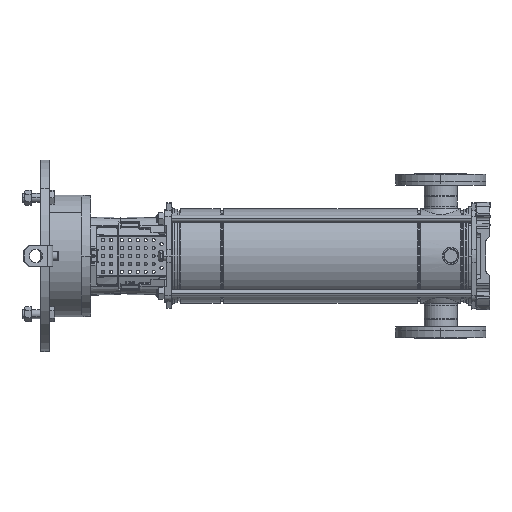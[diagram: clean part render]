
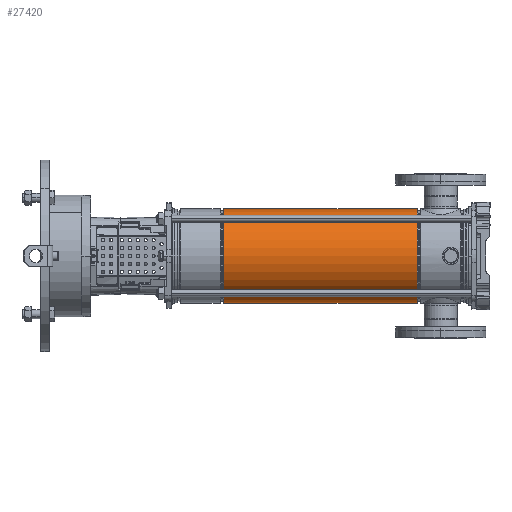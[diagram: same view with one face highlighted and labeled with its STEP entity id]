
A CAD part, left-side view. The second image highlights one B-rep face of the part: STEP entity #27420.
In plain terms, the highlighted cylindrical face has radius 85.9 mm (diameter 171.8 mm), a partial arc.
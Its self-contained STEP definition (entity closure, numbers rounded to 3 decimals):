
#1605 = DIRECTION ( 'NONE',  ( 0., 0., -1. ) ) ;
#2502 = DIRECTION ( 'NONE',  ( -1., 0., 0. ) ) ;
#4098 = AXIS2_PLACEMENT_3D ( 'NONE', #24687, #1605, #57250 ) ;
#5049 = VECTOR ( 'NONE', #19242, 1000. ) ;
#5282 = LINE ( 'NONE', #23826, #5049 ) ;
#5771 = CIRCLE ( 'NONE', #26169, 85.9 ) ;
#6167 = DIRECTION ( 'NONE',  ( 0., 0., -1. ) ) ;
#6754 = CYLINDRICAL_SURFACE ( 'NONE', #4098, 85.9 ) ;
#8525 = CARTESIAN_POINT ( 'NONE',  ( 85.9, 0., 447.103 ) ) ;
#9033 = EDGE_CURVE ( 'NONE', #32171, #51312, #37822, .T. ) ;
#10972 = DIRECTION ( 'NONE',  ( 0., 0., -1. ) ) ;
#13083 = EDGE_CURVE ( 'NONE', #49755, #51312, #38640, .T. ) ;
#15573 = EDGE_CURVE ( 'NONE', #23541, #32171, #5771, .T. ) ;
#18708 = EDGE_CURVE ( 'NONE', #23541, #49755, #5282, .T. ) ;
#19242 = DIRECTION ( 'NONE',  ( 0., 0., -1. ) ) ;
#20716 = FACE_OUTER_BOUND ( 'NONE', #54913, .T. ) ;
#21048 = ORIENTED_EDGE ( 'NONE', *, *, #13083, .F. ) ;
#23541 = VERTEX_POINT ( 'NONE', #8525 ) ;
#23826 = CARTESIAN_POINT ( 'NONE',  ( 85.9, 0., 0. ) ) ;
#24687 = CARTESIAN_POINT ( 'NONE',  ( 0., 0., 0. ) ) ;
#26169 = AXIS2_PLACEMENT_3D ( 'NONE', #35041, #48726, #2502 ) ;
#27400 = VECTOR ( 'NONE', #6167, 1000. ) ;
#27420 = ADVANCED_FACE ( 'NONE', ( #20716 ), #6754, .T. ) ;
#29229 = CARTESIAN_POINT ( 'NONE',  ( 0., 0., 93.897 ) ) ;
#32171 = VERTEX_POINT ( 'NONE', #55991 ) ;
#35041 = CARTESIAN_POINT ( 'NONE',  ( 0., 0., 447.103 ) ) ;
#35993 = CARTESIAN_POINT ( 'NONE',  ( -85.9, 0., 93.897 ) ) ;
#37822 = LINE ( 'NONE', #51785, #27400 ) ;
#38640 = CIRCLE ( 'NONE', #55119, 85.9 ) ;
#40522 = ORIENTED_EDGE ( 'NONE', *, *, #18708, .F. ) ;
#48726 = DIRECTION ( 'NONE',  ( 0., 0., -1. ) ) ;
#49755 = VERTEX_POINT ( 'NONE', #51016 ) ;
#51016 = CARTESIAN_POINT ( 'NONE',  ( 85.9, 0., 93.897 ) ) ;
#51312 = VERTEX_POINT ( 'NONE', #35993 ) ;
#51785 = CARTESIAN_POINT ( 'NONE',  ( -85.9, 0., 0. ) ) ;
#54913 = EDGE_LOOP ( 'NONE', ( #40522, #54987, #57586, #21048 ) ) ;
#54987 = ORIENTED_EDGE ( 'NONE', *, *, #15573, .T. ) ;
#55119 = AXIS2_PLACEMENT_3D ( 'NONE', #29229, #10972, #56329 ) ;
#55991 = CARTESIAN_POINT ( 'NONE',  ( -85.9, 0., 447.103 ) ) ;
#56329 = DIRECTION ( 'NONE',  ( -1., 0., 0. ) ) ;
#57250 = DIRECTION ( 'NONE',  ( -1., 0., 0. ) ) ;
#57586 = ORIENTED_EDGE ( 'NONE', *, *, #9033, .T. ) ;
